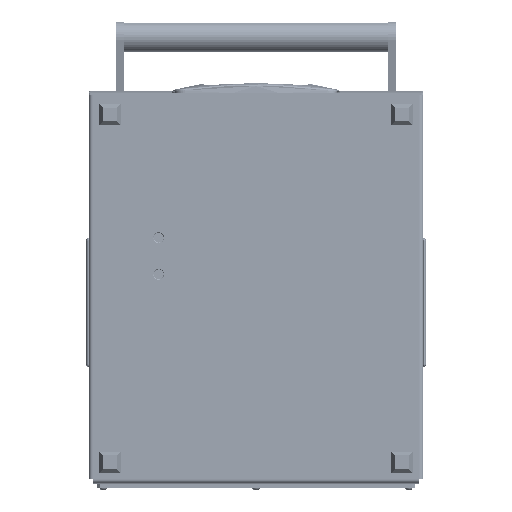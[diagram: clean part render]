
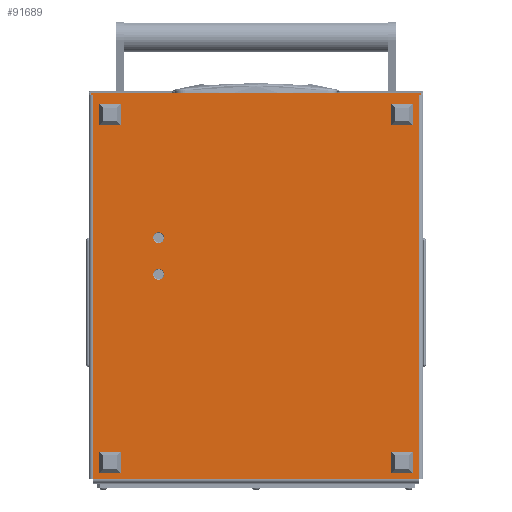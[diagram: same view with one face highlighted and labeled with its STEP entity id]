
A CAD part, front view. The second image highlights one B-rep face of the part: STEP entity #91689.
In plain terms, the highlighted face is planar.
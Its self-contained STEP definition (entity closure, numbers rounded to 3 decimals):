
#2147 = VERTEX_POINT ( 'NONE', #88560 ) ;
#3176 = EDGE_CURVE ( 'NONE', #29454, #41731, #113878, .T. ) ;
#4971 = ORIENTED_EDGE ( 'NONE', *, *, #63880, .T. ) ;
#5153 = CARTESIAN_POINT ( 'NONE',  ( 0., 0., 0. ) ) ;
#5391 = CARTESIAN_POINT ( 'NONE',  ( 367., 0., 0. ) ) ;
#8293 = EDGE_CURVE ( 'NONE', #11530, #79004, #71572, .T. ) ;
#8400 = VERTEX_POINT ( 'NONE', #111473 ) ;
#10096 = EDGE_CURVE ( 'NONE', #41377, #81245, #35144, .T. ) ;
#10499 = DIRECTION ( 'NONE',  ( 0., 0., -1. ) ) ;
#11530 = VERTEX_POINT ( 'NONE', #22498 ) ;
#11916 = CARTESIAN_POINT ( 'NONE',  ( 0., -4., 0. ) ) ;
#13216 = EDGE_LOOP ( 'NONE', ( #48282, #36961 ) ) ;
#14150 = DIRECTION ( 'NONE',  ( 0., 0., -1. ) ) ;
#14303 = VECTOR ( 'NONE', #24317, 1000. ) ;
#14579 = VERTEX_POINT ( 'NONE', #90967 ) ;
#16220 = VECTOR ( 'NONE', #103192, 1000. ) ;
#16566 = FACE_OUTER_BOUND ( 'NONE', #63491, .T. ) ;
#19067 = EDGE_CURVE ( 'NONE', #50082, #2147, #63253, .T. ) ;
#19166 = DIRECTION ( 'NONE',  ( 0., 0., -1. ) ) ;
#20118 = VECTOR ( 'NONE', #31333, 1000. ) ;
#21176 = ORIENTED_EDGE ( 'NONE', *, *, #72337, .F. ) ;
#22224 = AXIS2_PLACEMENT_3D ( 'NONE', #89717, #97461, #106300 ) ;
#22498 = CARTESIAN_POINT ( 'NONE',  ( 0., -2., 0. ) ) ;
#22723 = CARTESIAN_POINT ( 'NONE',  ( 0., 312., 0. ) ) ;
#23375 = VECTOR ( 'NONE', #107066, 1000. ) ;
#24317 = DIRECTION ( 'NONE',  ( 0., 1., 0. ) ) ;
#24475 = DIRECTION ( 'NONE',  ( 0., 1., 0. ) ) ;
#26728 = DIRECTION ( 'NONE',  ( -1., 0., 0. ) ) ;
#27425 = CARTESIAN_POINT ( 'NONE',  ( 171., 249., 0. ) ) ;
#29004 = CARTESIAN_POINT ( 'NONE',  ( 0., 314., 0. ) ) ;
#29454 = VERTEX_POINT ( 'NONE', #40812 ) ;
#29845 = CARTESIAN_POINT ( 'NONE',  ( 176.2, 249., 0. ) ) ;
#31202 = EDGE_CURVE ( 'NONE', #11530, #14579, #70731, .T. ) ;
#31333 = DIRECTION ( 'NONE',  ( 1., 0., 0. ) ) ;
#34101 = EDGE_CURVE ( 'NONE', #8400, #64522, #40978, .T. ) ;
#35144 = CIRCLE ( 'NONE', #84106, 5.2 ) ;
#36961 = ORIENTED_EDGE ( 'NONE', *, *, #94271, .F. ) ;
#37629 = VECTOR ( 'NONE', #26728, 1000. ) ;
#38508 = FACE_BOUND ( 'NONE', #81408, .T. ) ;
#40812 = CARTESIAN_POINT ( 'NONE',  ( -2., 314., 0. ) ) ;
#40978 = CIRCLE ( 'NONE', #83258, 5.2 ) ;
#41377 = VERTEX_POINT ( 'NONE', #64732 ) ;
#41675 = CARTESIAN_POINT ( 'NONE',  ( -2., -4., 0. ) ) ;
#41731 = VERTEX_POINT ( 'NONE', #69005 ) ;
#43727 = ORIENTED_EDGE ( 'NONE', *, *, #75949, .T. ) ;
#46061 = ORIENTED_EDGE ( 'NONE', *, *, #3176, .T. ) ;
#47944 = CARTESIAN_POINT ( 'NONE',  ( 367., 312., 0. ) ) ;
#48282 = ORIENTED_EDGE ( 'NONE', *, *, #34101, .F. ) ;
#50082 = VERTEX_POINT ( 'NONE', #47944 ) ;
#53563 = VECTOR ( 'NONE', #102060, 1000. ) ;
#53635 = CARTESIAN_POINT ( 'NONE',  ( 0., -2., 0. ) ) ;
#53779 = VECTOR ( 'NONE', #24475, 1000. ) ;
#55120 = DIRECTION ( 'NONE',  ( -1., 0., 0. ) ) ;
#55618 = CARTESIAN_POINT ( 'NONE',  ( 0., 0., 0. ) ) ;
#58034 = CARTESIAN_POINT ( 'NONE',  ( 171., 249., 0. ) ) ;
#61135 = LINE ( 'NONE', #41675, #14303 ) ;
#63069 = CARTESIAN_POINT ( 'NONE',  ( 136., 249., 0. ) ) ;
#63253 = LINE ( 'NONE', #22723, #53563 ) ;
#63491 = EDGE_LOOP ( 'NONE', ( #73325, #90997, #43727, #46061, #21176, #71429, #4971, #104710 ) ) ;
#63880 = EDGE_CURVE ( 'NONE', #50082, #81375, #111318, .T. ) ;
#64217 = DIRECTION ( 'NONE',  ( -1., 0., 0. ) ) ;
#64522 = VERTEX_POINT ( 'NONE', #29845 ) ;
#64732 = CARTESIAN_POINT ( 'NONE',  ( 141.2, 249., 0. ) ) ;
#64735 = DIRECTION ( 'NONE',  ( 0., 0., -1. ) ) ;
#67719 = DIRECTION ( 'NONE',  ( -1., 0., 0. ) ) ;
#69005 = CARTESIAN_POINT ( 'NONE',  ( 0., 314., 0. ) ) ;
#69417 = AXIS2_PLACEMENT_3D ( 'NONE', #27425, #10499, #55120 ) ;
#70700 = EDGE_CURVE ( 'NONE', #81245, #41377, #95408, .T. ) ;
#70731 = LINE ( 'NONE', #53635, #37629 ) ;
#71429 = ORIENTED_EDGE ( 'NONE', *, *, #19067, .F. ) ;
#71572 = LINE ( 'NONE', #11916, #23375 ) ;
#72337 = EDGE_CURVE ( 'NONE', #2147, #41731, #77332, .T. ) ;
#72578 = DIRECTION ( 'NONE',  ( 1., 0., 0. ) ) ;
#73311 = LINE ( 'NONE', #5153, #20118 ) ;
#73325 = ORIENTED_EDGE ( 'NONE', *, *, #8293, .F. ) ;
#73576 = CARTESIAN_POINT ( 'NONE',  ( 130.8, 249., 0. ) ) ;
#73995 = PLANE ( 'NONE',  #85430 ) ;
#75949 = EDGE_CURVE ( 'NONE', #14579, #29454, #61135, .T. ) ;
#77332 = LINE ( 'NONE', #94584, #53779 ) ;
#79004 = VERTEX_POINT ( 'NONE', #55618 ) ;
#81245 = VERTEX_POINT ( 'NONE', #73576 ) ;
#81375 = VERTEX_POINT ( 'NONE', #5391 ) ;
#81408 = EDGE_LOOP ( 'NONE', ( #86848, #92224 ) ) ;
#81748 = EDGE_CURVE ( 'NONE', #79004, #81375, #73311, .T. ) ;
#83258 = AXIS2_PLACEMENT_3D ( 'NONE', #58034, #14150, #67719 ) ;
#84106 = AXIS2_PLACEMENT_3D ( 'NONE', #63069, #19166, #64217 ) ;
#85430 = AXIS2_PLACEMENT_3D ( 'NONE', #108611, #64735, #107837 ) ;
#85848 = CARTESIAN_POINT ( 'NONE',  ( 367., 312., 0. ) ) ;
#86848 = ORIENTED_EDGE ( 'NONE', *, *, #70700, .F. ) ;
#88560 = CARTESIAN_POINT ( 'NONE',  ( 0., 312., 0. ) ) ;
#89717 = CARTESIAN_POINT ( 'NONE',  ( 136., 249., 0. ) ) ;
#90967 = CARTESIAN_POINT ( 'NONE',  ( -2., -2., 0. ) ) ;
#90997 = ORIENTED_EDGE ( 'NONE', *, *, #31202, .T. ) ;
#91689 = ADVANCED_FACE ( 'NONE', ( #38508, #104711, #16566 ), #73995, .T. ) ;
#92224 = ORIENTED_EDGE ( 'NONE', *, *, #10096, .F. ) ;
#94271 = EDGE_CURVE ( 'NONE', #64522, #8400, #99536, .T. ) ;
#94584 = CARTESIAN_POINT ( 'NONE',  ( 0., -4., 0. ) ) ;
#95408 = CIRCLE ( 'NONE', #22224, 5.2 ) ;
#97461 = DIRECTION ( 'NONE',  ( 0., 0., -1. ) ) ;
#99536 = CIRCLE ( 'NONE', #69417, 5.2 ) ;
#102060 = DIRECTION ( 'NONE',  ( -1., 0., 0. ) ) ;
#103192 = DIRECTION ( 'NONE',  ( 0., -1., 0. ) ) ;
#104710 = ORIENTED_EDGE ( 'NONE', *, *, #81748, .F. ) ;
#104711 = FACE_BOUND ( 'NONE', #13216, .T. ) ;
#106300 = DIRECTION ( 'NONE',  ( -1., 0., 0. ) ) ;
#107066 = DIRECTION ( 'NONE',  ( 0., 1., 0. ) ) ;
#107837 = DIRECTION ( 'NONE',  ( -1., 0., 0. ) ) ;
#108611 = CARTESIAN_POINT ( 'NONE',  ( 0., 312., 0. ) ) ;
#111146 = VECTOR ( 'NONE', #72578, 1000. ) ;
#111318 = LINE ( 'NONE', #85848, #16220 ) ;
#111473 = CARTESIAN_POINT ( 'NONE',  ( 165.8, 249., 0. ) ) ;
#113878 = LINE ( 'NONE', #29004, #111146 ) ;
